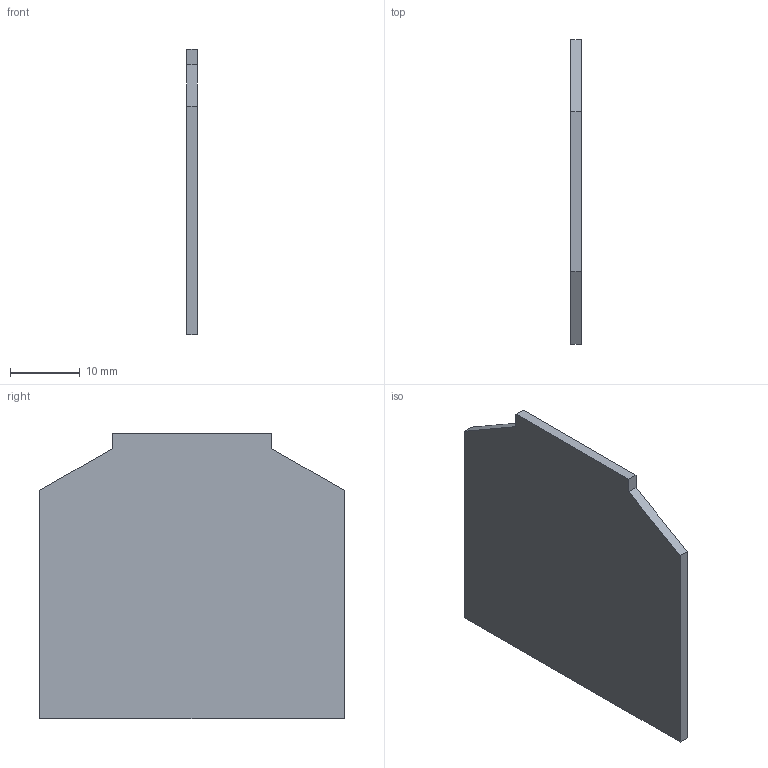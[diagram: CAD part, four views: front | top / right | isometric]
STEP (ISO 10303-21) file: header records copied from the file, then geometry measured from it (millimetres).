
FILE_DESCRIPTION(('Creo Elements/Direct Modeling STEP Export'),'2;1');
FILE_NAME('model.stp','2020-04-22T 0:08:47',(''),(''),'Creo Elements/Direct Modeling STEP processor for AP214 (Solid Model)','Creo Elements/Direct Modeling 20.1A 29-Sep-2018 (C) Parametric Technology GmbH','');
FILE_SCHEMA(('AUTOMOTIVE_DESIGN { 1 0 10303 214 1 1 1 1 }'));
Length unit declared in the file: millimetre
Products named in the file (2): D_OTTA_6-select
Assembly tree (1 placements, depth 2):
  D_OTTA_6-select
    D_OTTA_6-select
Bounding box: 1.45 x 43.5 x 40.8 mm (x, y, z)
Volume: 2417.7 mm3; surface area: 3566.6 mm2
Topology: 1 solids, 1 shells, 10 faces, 24 edges, 16 vertices
Faces by surface type: plane 10
Entity records: 413 total; most frequent: CARTESIAN_POINT 52, DIRECTION 48, ORIENTED_EDGE 48, VECTOR 24, LINE 24, EDGE_CURVE 24, VERTEX_POINT 16, AXIS2_PLACEMENT_3D 12
